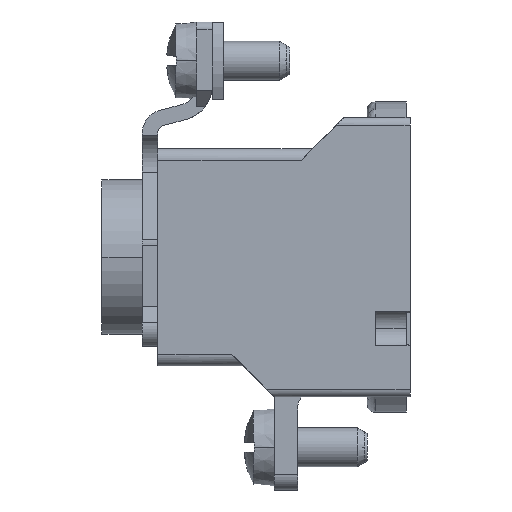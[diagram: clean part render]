
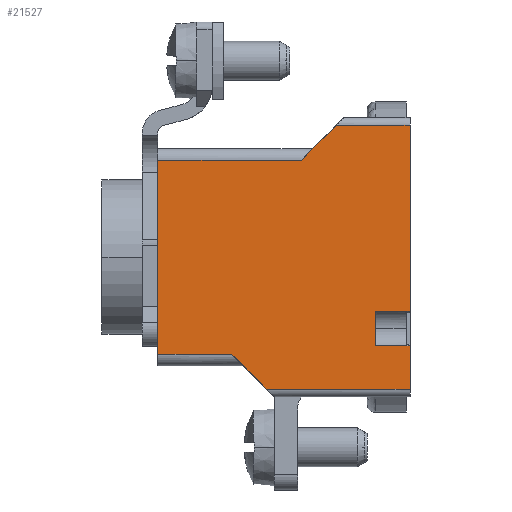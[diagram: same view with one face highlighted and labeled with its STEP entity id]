
A CAD part, left-side view. The second image highlights one B-rep face of the part: STEP entity #21527.
In plain terms, the highlighted planar face has unit normal (-1, 0, 0).
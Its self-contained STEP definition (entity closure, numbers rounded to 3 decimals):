
#14977=DIRECTION('',(0.,0.,-1.));
#14978=VECTOR('',#14977,25.);
#14979=CARTESIAN_POINT('',(-40.35,34.,12.5));
#14980=LINE('',#14979,#14978);
#16205=DIRECTION('',(0.,1.,0.));
#16206=VECTOR('',#16205,18.5);
#16207=CARTESIAN_POINT('',(-40.35,15.5,12.5));
#16208=LINE('',#16207,#16206);
#16212=DIRECTION('',(0.,-1.,0.));
#16213=VECTOR('',#16212,4.5);
#16214=CARTESIAN_POINT('',(-40.35,6.,-11.442));
#16215=LINE('',#16214,#16213);
#16219=DIRECTION('',(0.,0.707,0.707));
#16220=VECTOR('',#16219,6.364);
#16221=CARTESIAN_POINT('',(-40.35,20.,-17.));
#16222=LINE('',#16221,#16220);
#16226=DIRECTION('',(0.,-0.707,0.707));
#16227=VECTOR('',#16226,6.364);
#16228=CARTESIAN_POINT('',(-40.35,15.5,12.5));
#16229=LINE('',#16228,#16227);
#16233=DIRECTION('',(0.,-1.,0.));
#16234=VECTOR('',#16233,4.5);
#16235=CARTESIAN_POINT('',(-40.35,6.,-6.942));
#16236=LINE('',#16235,#16234);
#16254=DIRECTION('',(0.,0.,1.));
#16255=VECTOR('',#16254,23.942);
#16256=CARTESIAN_POINT('',(-40.35,1.5,-6.942));
#16257=LINE('',#16256,#16255);
#16299=CARTESIAN_POINT('',(-40.35,11.,17.));
#16318=DIRECTION('',(0.,1.,0.));
#16319=VECTOR('',#16318,9.5);
#16320=CARTESIAN_POINT('',(-40.35,1.5,17.));
#16321=LINE('',#16320,#16319);
#16780=DIRECTION('',(0.,0.,1.));
#16781=VECTOR('',#16780,5.558);
#16782=CARTESIAN_POINT('',(-40.35,1.5,-17.));
#16783=LINE('',#16782,#16781);
#16794=DIRECTION('',(0.,0.,1.));
#16795=VECTOR('',#16794,4.5);
#16796=CARTESIAN_POINT('',(-40.35,6.,-11.442));
#16797=LINE('',#16796,#16795);
#17101=DIRECTION('',(0.,-1.,0.));
#17102=VECTOR('',#17101,18.5);
#17103=CARTESIAN_POINT('',(-40.35,20.,-17.));
#17104=LINE('',#17103,#17102);
#17176=DIRECTION('',(0.,-1.,0.));
#17177=VECTOR('',#17176,9.5);
#17178=CARTESIAN_POINT('',(-40.35,34.,-12.5));
#17179=LINE('',#17178,#17177);
#19049=CARTESIAN_POINT('',(-40.35,34.,12.5));
#19050=VERTEX_POINT('',#19049);
#19051=CARTESIAN_POINT('',(-40.35,34.,-12.5));
#19052=VERTEX_POINT('',#19051);
#19348=VERTEX_POINT('',#16299);
#19349=CARTESIAN_POINT('',(-40.35,15.5,12.5));
#19350=VERTEX_POINT('',#19349);
#19351=CARTESIAN_POINT('',(-40.35,6.,-6.942));
#19352=CARTESIAN_POINT('',(-40.35,1.5,-6.942));
#19353=VERTEX_POINT('',#19351);
#19354=VERTEX_POINT('',#19352);
#19355=CARTESIAN_POINT('',(-40.35,6.,-11.442));
#19356=VERTEX_POINT('',#19355);
#19357=CARTESIAN_POINT('',(-40.35,1.5,-11.442));
#19358=VERTEX_POINT('',#19357);
#19359=CARTESIAN_POINT('',(-40.35,1.5,-17.));
#19360=VERTEX_POINT('',#19359);
#19361=CARTESIAN_POINT('',(-40.35,20.,-17.));
#19362=VERTEX_POINT('',#19361);
#19363=CARTESIAN_POINT('',(-40.35,24.5,-12.5));
#19364=VERTEX_POINT('',#19363);
#19365=CARTESIAN_POINT('',(-40.35,1.5,17.));
#19366=VERTEX_POINT('',#19365);
#21499=CARTESIAN_POINT('',(-40.35,0.,-18.));
#21500=DIRECTION('',(-1.,0.,0.));
#21501=DIRECTION('',(0.,0.,1.));
#21502=AXIS2_PLACEMENT_3D('',#21499,#21500,#21501);
#21503=PLANE('',#21502);
#21505=ORIENTED_EDGE('',*,*,#21504,.F.);
#21507=ORIENTED_EDGE('',*,*,#21506,.F.);
#21509=ORIENTED_EDGE('',*,*,#21508,.T.);
#21511=ORIENTED_EDGE('',*,*,#21510,.F.);
#21513=ORIENTED_EDGE('',*,*,#21512,.F.);
#21515=ORIENTED_EDGE('',*,*,#21514,.T.);
#21517=ORIENTED_EDGE('',*,*,#21516,.F.);
#21518=ORIENTED_EDGE('',*,*,#20516,.F.);
#21519=ORIENTED_EDGE('',*,*,#21487,.F.);
#21520=ORIENTED_EDGE('',*,*,#21445,.T.);
#21522=ORIENTED_EDGE('',*,*,#21521,.F.);
#21524=ORIENTED_EDGE('',*,*,#21523,.F.);
#21525=EDGE_LOOP('',(#21505,#21507,#21509,#21511,#21513,#21515,#21517,#21518,
#21519,#21520,#21522,#21524));
#21526=FACE_OUTER_BOUND('',#21525,.F.);
#20516=EDGE_CURVE('',#19050,#19052,#14980,.T.);
#21445=EDGE_CURVE('',#19350,#19348,#16229,.T.);
#21487=EDGE_CURVE('',#19350,#19050,#16208,.T.);
#21504=EDGE_CURVE('',#19353,#19354,#16236,.T.);
#21506=EDGE_CURVE('',#19356,#19353,#16797,.T.);
#21508=EDGE_CURVE('',#19356,#19358,#16215,.T.);
#21510=EDGE_CURVE('',#19360,#19358,#16783,.T.);
#21512=EDGE_CURVE('',#19362,#19360,#17104,.T.);
#21514=EDGE_CURVE('',#19362,#19364,#16222,.T.);
#21516=EDGE_CURVE('',#19052,#19364,#17179,.T.);
#21521=EDGE_CURVE('',#19366,#19348,#16321,.T.);
#21523=EDGE_CURVE('',#19354,#19366,#16257,.T.);
#21527=ADVANCED_FACE('',(#21526),#21503,.T.);
